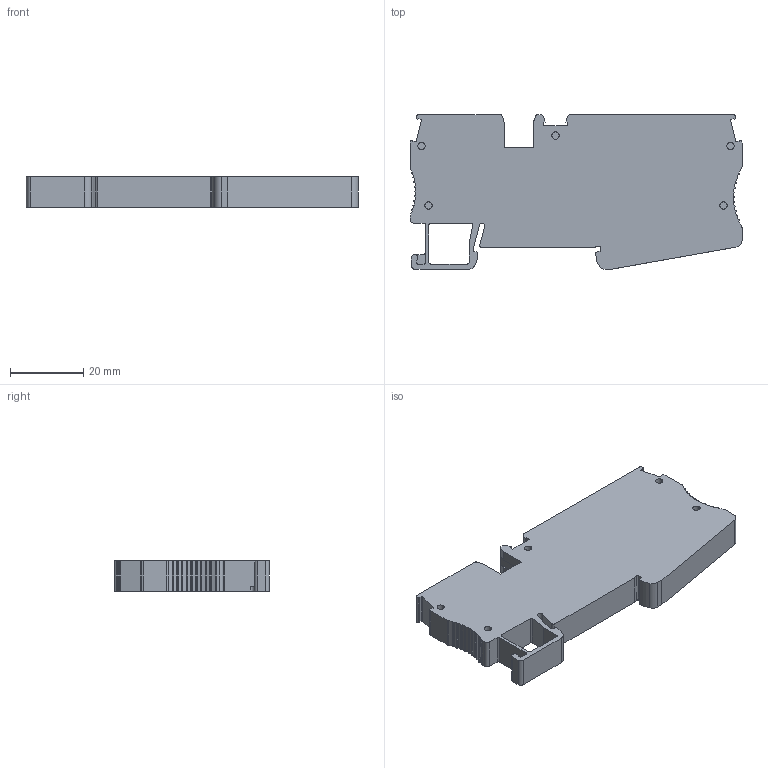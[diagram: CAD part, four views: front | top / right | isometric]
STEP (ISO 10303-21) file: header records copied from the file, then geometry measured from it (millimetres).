
FILE_DESCRIPTION((''),'2;1');
FILE_NAME('UJ5-6_1_2','2022-02-22T',('Administrator'),(''),'PRO/ENGINEER BY PARAMETRIC TECHNOLOGY CORPORATION, 2013230','PRO/ENGINEER BY PARAMETRIC TECHNOLOGY CORPORATION, 2013230','');
FILE_SCHEMA(('AUTOMOTIVE_DESIGN { 1 0 10303 214 1 1 1 1 }'));
Length unit declared in the file: millimetre
Products named in the file (1): UJ5-6_1_2
Bounding box: 90.7 x 42.2 x 8.2 mm (x, y, z)
Volume: 24429.4 mm3; surface area: 10554.4 mm2
Topology: 1 solids, 1 shells, 269 faces, 813 edges, 560 vertices
Faces by surface type: plane 165, cylinder 104
Entity records: 9351 total; most frequent: CARTESIAN_POINT 1662, ORIENTED_EDGE 1626, DIRECTION 1610, EDGE_CURVE 813, VERTEX_POINT 560, VECTOR 546, LINE 546, AXIS2_PLACEMENT_3D 532
